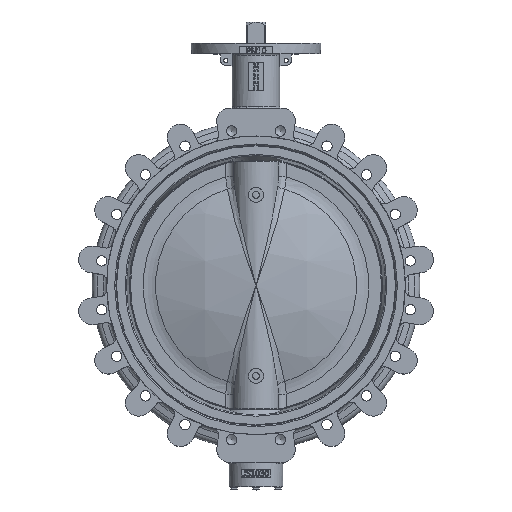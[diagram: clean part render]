
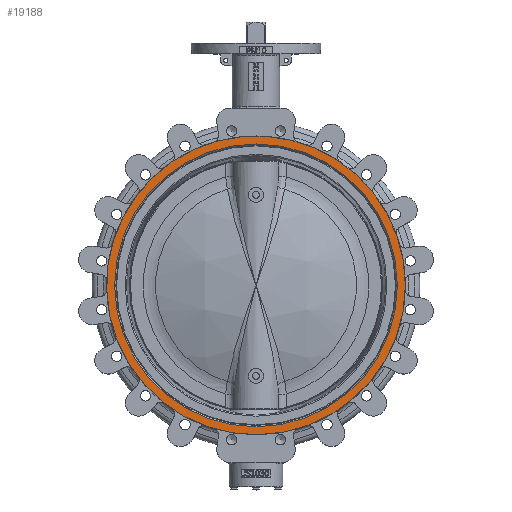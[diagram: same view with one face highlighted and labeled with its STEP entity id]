
A CAD part, top view. The second image highlights one B-rep face of the part: STEP entity #19188.
In plain terms, the highlighted planar face has unit normal (0, 0, 1).
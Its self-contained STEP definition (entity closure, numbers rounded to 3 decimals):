
#2925=PLANE('',#20652);
#3381=FACE_BOUND('',#4963,.T.);
#3789=FACE_OUTER_BOUND('',#4962,.T.);
#4962=EDGE_LOOP('',(#13472));
#4963=EDGE_LOOP('',(#13473));
#6309=CIRCLE('',#20651,346.5);
#6310=CIRCLE('',#20653,328.);
#8328=VERTEX_POINT('',#33313);
#8329=VERTEX_POINT('',#33316);
#10366=EDGE_CURVE('',#8328,#8328,#6309,.T.);
#10367=EDGE_CURVE('',#8329,#8329,#6310,.F.);
#13472=ORIENTED_EDGE('',*,*,#10366,.T.);
#13473=ORIENTED_EDGE('',*,*,#10367,.T.);
#19188=ADVANCED_FACE('',(#3789,#3381),#2925,.T.);
#20651=AXIS2_PLACEMENT_3D('',#33314,#23238,#23239);
#20652=AXIS2_PLACEMENT_3D('',#33315,#23240,#23241);
#20653=AXIS2_PLACEMENT_3D('',#33317,#23242,#23243);
#23238=DIRECTION('center_axis',(0.,0.,1.));
#23239=DIRECTION('ref_axis',(1.,0.,0.));
#23240=DIRECTION('center_axis',(0.,0.,1.));
#23241=DIRECTION('ref_axis',(1.,0.,0.));
#23242=DIRECTION('center_axis',(0.,0.,1.));
#23243=DIRECTION('ref_axis',(1.,0.,0.));
#33313=CARTESIAN_POINT('',(346.5,0.,77.));
#33314=CARTESIAN_POINT('Origin',(0.,0.,77.));
#33315=CARTESIAN_POINT('Origin',(0.,0.,77.));
#33316=CARTESIAN_POINT('',(328.,0.,77.));
#33317=CARTESIAN_POINT('Origin',(0.,0.,77.));
